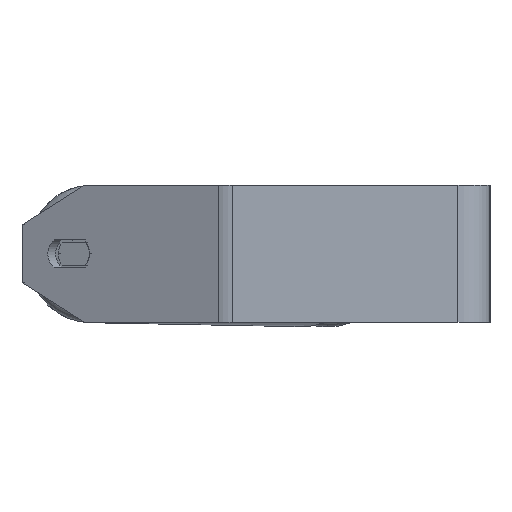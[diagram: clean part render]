
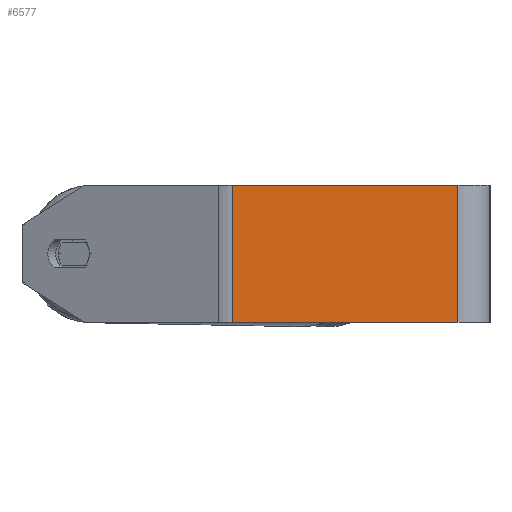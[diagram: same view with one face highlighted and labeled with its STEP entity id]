
A CAD part, left-side view. The second image highlights one B-rep face of the part: STEP entity #6577.
In plain terms, the highlighted planar face has unit normal (-1, 0, 0).
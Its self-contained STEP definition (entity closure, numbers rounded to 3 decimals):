
#5 = LINE ( 'NONE', #4062, #1124 ) ;
#385 = VERTEX_POINT ( 'NONE', #6029 ) ;
#565 = DIRECTION ( 'NONE',  ( 1., 0., 0. ) ) ;
#603 = ORIENTED_EDGE ( 'NONE', *, *, #6347, .T. ) ;
#604 = LINE ( 'NONE', #3345, #3545 ) ;
#1124 = VECTOR ( 'NONE', #3412, 1000. ) ;
#1528 = EDGE_CURVE ( 'NONE', #385, #8646, #2675, .T. ) ;
#1601 = VECTOR ( 'NONE', #4663, 1000. ) ;
#1825 = FACE_OUTER_BOUND ( 'NONE', #4303, .T. ) ;
#2634 = DIRECTION ( 'NONE',  ( 0., 0., -1. ) ) ;
#2675 = LINE ( 'NONE', #5334, #1601 ) ;
#3317 = CARTESIAN_POINT ( 'NONE',  ( -400., 115.608, 30. ) ) ;
#3334 = DIRECTION ( 'NONE',  ( 0., -1., 0. ) ) ;
#3345 = CARTESIAN_POINT ( 'NONE',  ( -400., 112.504, 30. ) ) ;
#3412 = DIRECTION ( 'NONE',  ( 0., 0., -1. ) ) ;
#3545 = VECTOR ( 'NONE', #5867, 1000. ) ;
#3964 = PLANE ( 'NONE',  #6669 ) ;
#4062 = CARTESIAN_POINT ( 'NONE',  ( -400., 14., 30. ) ) ;
#4303 = EDGE_LOOP ( 'NONE', ( #5954, #5498, #6793, #603 ) ) ;
#4663 = DIRECTION ( 'NONE',  ( 0., -1., 0. ) ) ;
#4694 = EDGE_CURVE ( 'NONE', #5845, #7340, #5393, .T. ) ;
#5212 = VECTOR ( 'NONE', #3334, 1000. ) ;
#5334 = CARTESIAN_POINT ( 'NONE',  ( -400., 115.608, 30. ) ) ;
#5393 = LINE ( 'NONE', #6065, #5212 ) ;
#5498 = ORIENTED_EDGE ( 'NONE', *, *, #6904, .F. ) ;
#5845 = VERTEX_POINT ( 'NONE', #7080 ) ;
#5867 = DIRECTION ( 'NONE',  ( 0., 0., -1. ) ) ;
#5954 = ORIENTED_EDGE ( 'NONE', *, *, #4694, .T. ) ;
#6029 = CARTESIAN_POINT ( 'NONE',  ( -400., 112.504, 30. ) ) ;
#6065 = CARTESIAN_POINT ( 'NONE',  ( -400., 115.608, -30. ) ) ;
#6347 = EDGE_CURVE ( 'NONE', #385, #5845, #604, .T. ) ;
#6577 = ADVANCED_FACE ( 'NONE', ( #1825 ), #3964, .F. ) ;
#6669 = AXIS2_PLACEMENT_3D ( 'NONE', #3317, #565, #2634 ) ;
#6793 = ORIENTED_EDGE ( 'NONE', *, *, #1528, .F. ) ;
#6904 = EDGE_CURVE ( 'NONE', #8646, #7340, #5, .T. ) ;
#6908 = CARTESIAN_POINT ( 'NONE',  ( -400., 14., -30. ) ) ;
#7080 = CARTESIAN_POINT ( 'NONE',  ( -400., 112.504, -30. ) ) ;
#7340 = VERTEX_POINT ( 'NONE', #6908 ) ;
#8430 = CARTESIAN_POINT ( 'NONE',  ( -400., 14., 30. ) ) ;
#8646 = VERTEX_POINT ( 'NONE', #8430 ) ;
